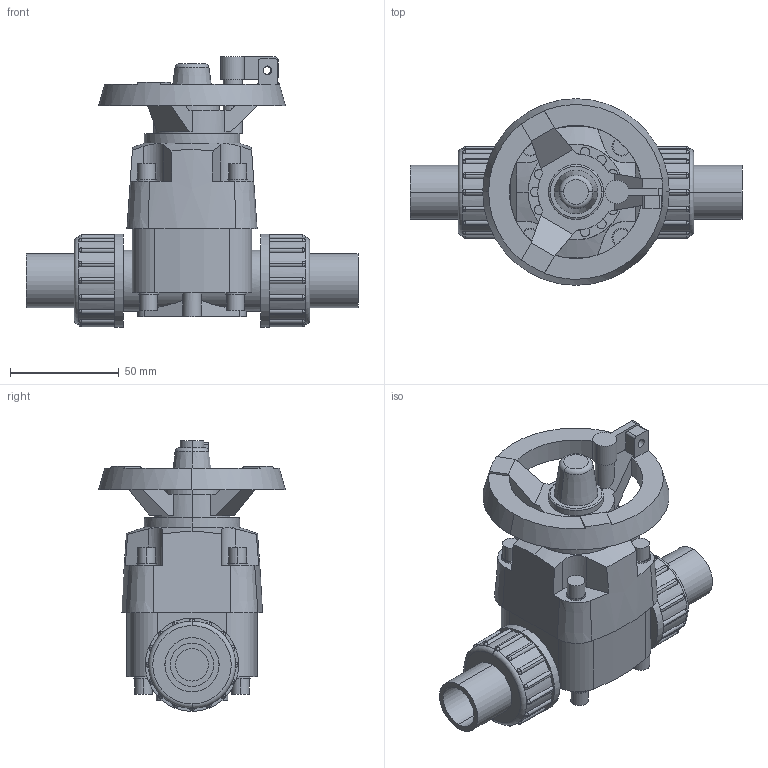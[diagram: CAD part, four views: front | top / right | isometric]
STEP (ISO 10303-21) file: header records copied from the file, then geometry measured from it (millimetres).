
FILE_DESCRIPTION(('STEP AP214'),'1');
FILE_NAME('cctmp_C2292537-B969-4057-AC12-3A83CE8C7157_2021_10_26_11_14_23_0120..stp','2021-10-26T09:14:23',('Praher Valves GmbH'),('CADClick - www.CADClick.com'),'Spatial InterOp 3D',' ','unknown authorization');
FILE_SCHEMA(('AUTOMOTIVE_DESIGN'));
Length unit declared in the file: millimetre
Products named in the file (1): 125074
Bounding box: 153 x 86 x 124.8 mm (x, y, z)
Volume: 334040 mm3; surface area: 67152.9 mm2
Topology: 1 solids, 4 shells, 444 faces, 1125 edges, 722 vertices
Faces by surface type: cylinder 214, plane 146, sphere 64, cone 12, torus 8
Entity records: 18458 total; most frequent: CARTESIAN_POINT 3826, DIRECTION 2518, ORIENTED_EDGE 2250, EDGE_CURVE 1125, AXIS2_PLACEMENT_3D 1052, VERTEX_POINT 722, CIRCLE 591, EDGE_LOOP 487
